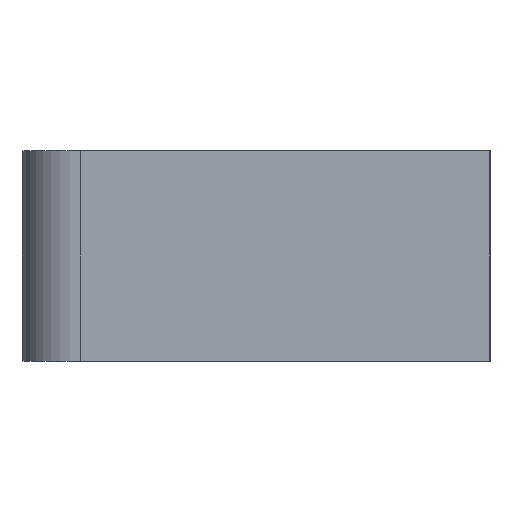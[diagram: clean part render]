
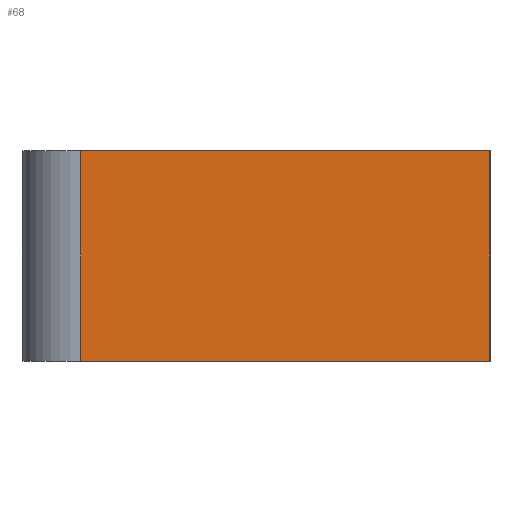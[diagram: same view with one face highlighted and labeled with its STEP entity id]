
A CAD part, left-side view. The second image highlights one B-rep face of the part: STEP entity #68.
In plain terms, the highlighted planar face has unit normal (-1, 0, 0).
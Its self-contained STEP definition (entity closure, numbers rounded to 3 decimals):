
#68 = ADVANCED_FACE( '', ( #161 ), #162, .F. );
#161 = FACE_OUTER_BOUND( '', #278, .T. );
#162 = PLANE( '', #279 );
#278 = EDGE_LOOP( '', ( #410, #411, #412, #413 ) );
#279 = AXIS2_PLACEMENT_3D( '', #414, #415, #416 );
#410 = ORIENTED_EDGE( '', *, *, #683, .T. );
#411 = ORIENTED_EDGE( '', *, *, #684, .F. );
#412 = ORIENTED_EDGE( '', *, *, #685, .F. );
#413 = ORIENTED_EDGE( '', *, *, #686, .T. );
#414 = CARTESIAN_POINT( '', ( 0., 35., 9. ) );
#415 = DIRECTION( '', ( 1., 0., 0. ) );
#416 = DIRECTION( '', ( 0., 0., -1. ) );
#683 = EDGE_CURVE( '', #812, #813, #814, .T. );
#684 = EDGE_CURVE( '', #815, #813, #816, .T. );
#685 = EDGE_CURVE( '', #817, #815, #818, .T. );
#686 = EDGE_CURVE( '', #817, #812, #819, .T. );
#812 = VERTEX_POINT( '', #980 );
#813 = VERTEX_POINT( '', #981 );
#814 = LINE( '', #982, #983 );
#815 = VERTEX_POINT( '', #984 );
#816 = LINE( '', #985, #986 );
#817 = VERTEX_POINT( '', #987 );
#818 = LINE( '', #988, #989 );
#819 = LINE( '', #990, #991 );
#980 = CARTESIAN_POINT( '', ( 0., 35., -9. ) );
#981 = CARTESIAN_POINT( '', ( 0., 0., -9. ) );
#982 = CARTESIAN_POINT( '', ( 0., 35., -9. ) );
#983 = VECTOR( '', #1237, 1000. );
#984 = CARTESIAN_POINT( '', ( 0., 0., 9. ) );
#985 = CARTESIAN_POINT( '', ( 0., 0., 9. ) );
#986 = VECTOR( '', #1238, 1000. );
#987 = CARTESIAN_POINT( '', ( 0., 35., 9. ) );
#988 = CARTESIAN_POINT( '', ( 0., 35., 9. ) );
#989 = VECTOR( '', #1239, 1000. );
#990 = CARTESIAN_POINT( '', ( 0., 35., 9. ) );
#991 = VECTOR( '', #1240, 1000. );
#1237 = DIRECTION( '', ( 0., -1., 0. ) );
#1238 = DIRECTION( '', ( 0., 0., -1. ) );
#1239 = DIRECTION( '', ( 0., -1., 0. ) );
#1240 = DIRECTION( '', ( 0., 0., -1. ) );
